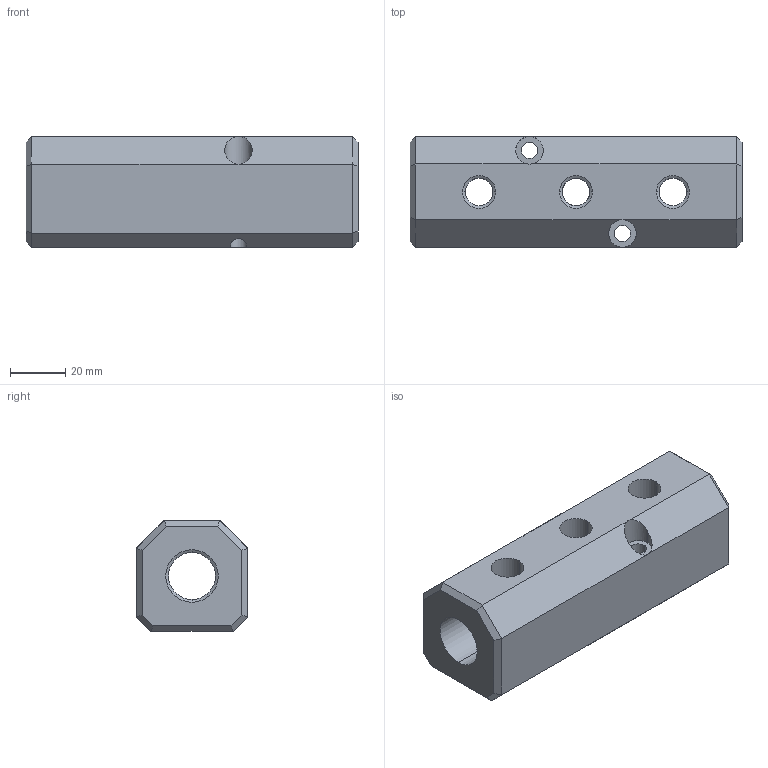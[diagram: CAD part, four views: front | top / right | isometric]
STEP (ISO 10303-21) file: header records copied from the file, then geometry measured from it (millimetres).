
FILE_DESCRIPTION (( 'STEP AP203' ), '1' );
FILE_NAME ('MYA-4.step', '2016-02-15T20:18:12', ( '' ), ( '' ), 'SwSTEP 2.0', 'SolidWorks 2015', '' );
FILE_SCHEMA (( 'CONFIG_CONTROL_DESIGN' ));
Length unit declared in the file: inch
Products named in the file (1): MYA-4
Bounding box: 119.99 x 39.98 x 39.98 mm (x, y, z)
Volume: 138576.5 mm3; surface area: 28476.3 mm2
Topology: 1 solids, 1 shells, 74 faces, 192 edges, 112 vertices
Faces by surface type: cylinder 34, plane 30, cone 10
Entity records: 2827 total; most frequent: CARTESIAN_POINT 961, ORIENTED_EDGE 384, DIRECTION 362, EDGE_CURVE 192, AXIS2_PLACEMENT_3D 123, LINE 116, VECTOR 116, VERTEX_POINT 112
